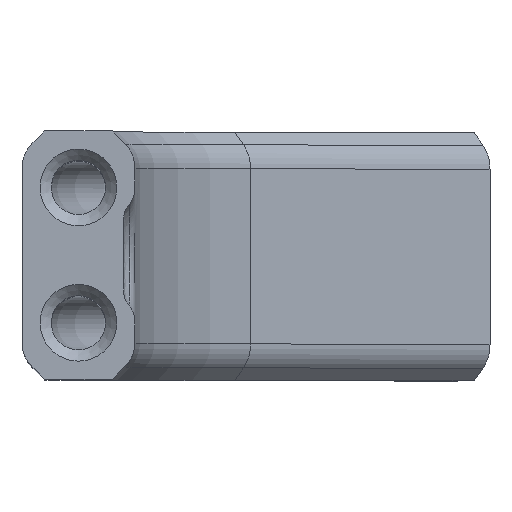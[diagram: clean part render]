
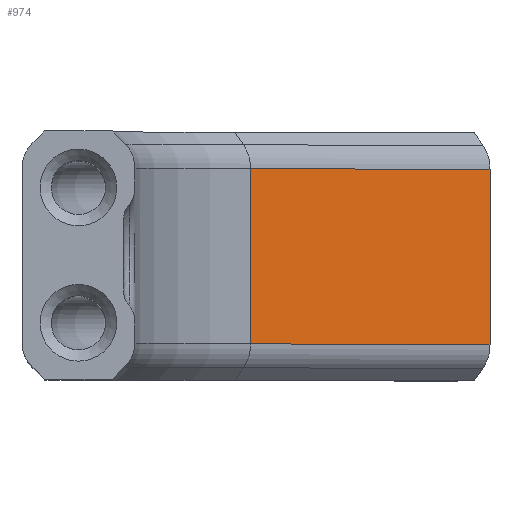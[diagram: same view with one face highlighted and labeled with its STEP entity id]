
A CAD part, top view. The second image highlights one B-rep face of the part: STEP entity #974.
In plain terms, the highlighted planar face has unit normal (0.707, 0, 0.707).
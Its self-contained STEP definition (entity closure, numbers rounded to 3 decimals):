
#73=PLANE('',#1091);
#116=FACE_OUTER_BOUND('',#183,.T.);
#183=EDGE_LOOP('',(#813,#814,#815,#816));
#248=LINE('',#2102,#319);
#259=LINE('',#2148,#330);
#260=LINE('',#2151,#331);
#261=LINE('',#2152,#332);
#319=VECTOR('',#1282,10.);
#330=VECTOR('',#1335,10.);
#331=VECTOR('',#1338,10.);
#332=VECTOR('',#1339,10.);
#474=VERTEX_POINT('',#2099);
#475=VERTEX_POINT('',#2101);
#488=VERTEX_POINT('',#2141);
#490=VERTEX_POINT('',#2150);
#584=EDGE_CURVE('',#475,#474,#248,.T.);
#608=EDGE_CURVE('',#488,#474,#259,.T.);
#609=EDGE_CURVE('',#490,#488,#260,.T.);
#610=EDGE_CURVE('',#475,#490,#261,.T.);
#813=ORIENTED_EDGE('',*,*,#608,.F.);
#814=ORIENTED_EDGE('',*,*,#609,.F.);
#815=ORIENTED_EDGE('',*,*,#610,.F.);
#816=ORIENTED_EDGE('',*,*,#584,.T.);
#974=ADVANCED_FACE('',(#116),#73,.T.);
#1091=AXIS2_PLACEMENT_3D('',#2149,#1336,#1337);
#1282=DIRECTION('',(0.,1.,0.));
#1335=DIRECTION('',(0.707,0.,-0.707));
#1336=DIRECTION('center_axis',(0.707,0.,0.707));
#1337=DIRECTION('ref_axis',(-0.707,0.,0.707));
#1338=DIRECTION('',(0.,1.,0.));
#1339=DIRECTION('',(-0.707,0.,0.707));
#2099=CARTESIAN_POINT('',(55.623,7.757,-40.551));
#2101=CARTESIAN_POINT('',(55.623,-7.757,-40.551));
#2102=CARTESIAN_POINT('',(55.623,0.,-40.551));
#2141=CARTESIAN_POINT('',(34.41,7.757,-19.338));
#2148=CARTESIAN_POINT('',(48.101,7.757,-33.029));
#2149=CARTESIAN_POINT('Origin',(55.623,0.,-40.551));
#2150=CARTESIAN_POINT('',(34.41,-7.757,-19.338));
#2151=CARTESIAN_POINT('',(34.41,0.,-19.338));
#2152=CARTESIAN_POINT('',(48.101,-7.757,-33.029));
